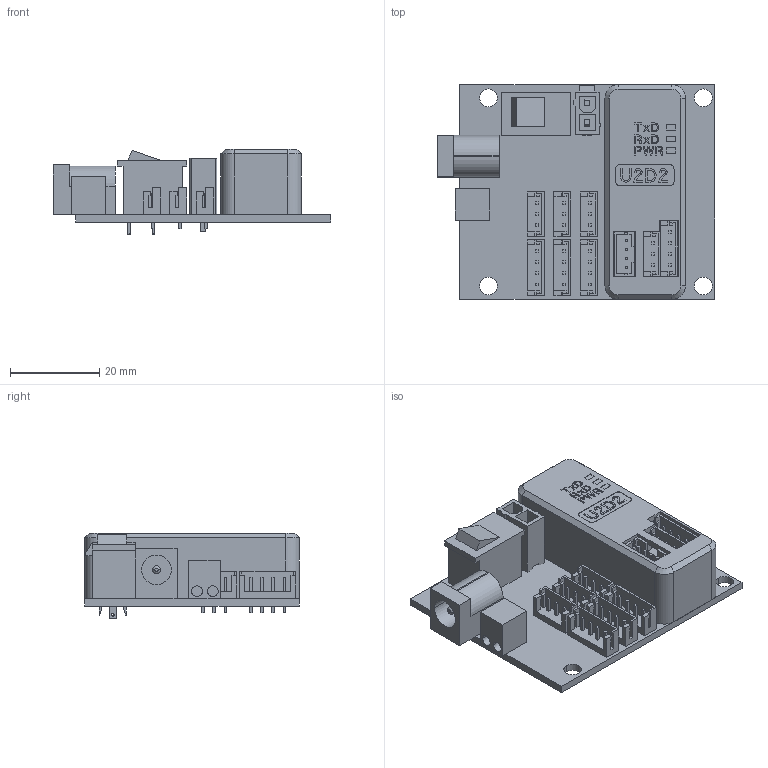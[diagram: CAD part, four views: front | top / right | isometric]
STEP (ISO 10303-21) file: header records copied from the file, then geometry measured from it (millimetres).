
FILE_DESCRIPTION(('Creo Elements/Direct Modeling STEP Export'),'2;1');
FILE_NAME('ROBOTIS_U2D2_Power_Hub_Board.stp','2020-12-04T11:52:22',(''),(''),'Creo Elements/Direct Modeling STEP processor for AP214 (Solid Model)','Creo Elements/Direct Modeling 19.0G 27-Nov-2017 (C) Parametric Technology GmbH','');
FILE_SCHEMA(('AUTOMOTIVE_DESIGN { 1 0 10303 214 1 1 1 1 }'));
Length unit declared in the file: millimetre
Products named in the file (14): 39281023.prt; 39281023.stp; JST-B3B-EH-A.PRT.1; Board; JST-B4B-EH-A.PRT.1; ROBOTIS_U2D2_Power_Hub_Board; U2D2_CASING.PRT; PCB_U2D2.PRT; MICRO_USB_2_0_CONNECTOR__AB_REC.PRT; JST-B4B-PH-K-S.PRT; JST-B4B-EH-A.PRT; JST-B3B-EH-A.PRT; U2D2.ASM; ROBOTIS_U2D2
Assembly tree (16 placements, depth 3):
  ROBOTIS_U2D2_Power_Hub_Board
    JST-B4B-EH-A.PRT.1  x3
    JST-B3B-EH-A.PRT.1  x3
    Board
    39281023.stp
      39281023.prt
  ROBOTIS_U2D2
    U2D2.ASM
      JST-B3B-EH-A.PRT
      JST-B4B-EH-A.PRT
      JST-B4B-PH-K-S.PRT
      MICRO_USB_2_0_CONNECTOR__AB_REC.PRT
      PCB_U2D2.PRT
      U2D2_CASING.PRT
Bounding box: 62.03 x 48.03 x 19.13 mm (x, y, z)
Volume: 13921.7 mm3; surface area: 19447.1 mm2
Topology: 14 solids, 14 shells, 1674 faces, 4654 edges, 3087 vertices
Faces by surface type: plane 1430, cylinder 238, cone 4, torus 2
Entity records: 52886 total; most frequent: CARTESIAN_POINT 8369, ORIENTED_EDGE 8014, DIRECTION 7255, EDGE_CURVE 4007, VECTOR 3477, LINE 3477, VERTEX_POINT 2656, AXIS2_PLACEMENT_3D 1889
